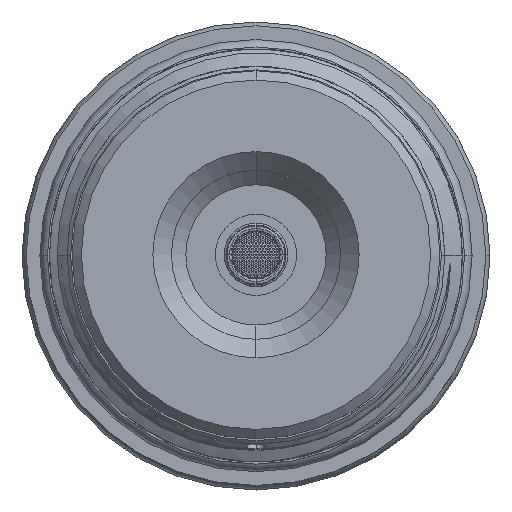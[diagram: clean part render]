
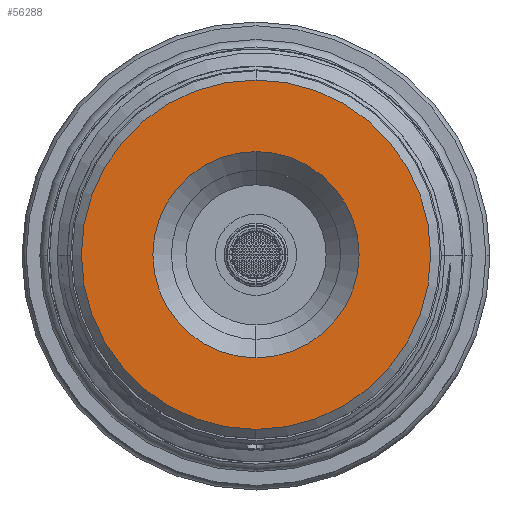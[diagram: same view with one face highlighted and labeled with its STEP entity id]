
A CAD part, top view. The second image highlights one B-rep face of the part: STEP entity #56288.
In plain terms, the highlighted planar face has unit normal (0, 0, 1).
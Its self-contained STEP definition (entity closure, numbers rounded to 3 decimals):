
#1561 = EDGE_CURVE ( 'NONE', #15399, #39701, #50983, .T. ) ;
#4406 = DIRECTION ( 'NONE',  ( 0., 0., 1. ) ) ;
#4528 = EDGE_LOOP ( 'NONE', ( #35395, #37590 ) ) ;
#5963 = EDGE_LOOP ( 'NONE', ( #48978, #17328 ) ) ;
#6570 = CARTESIAN_POINT ( 'NONE',  ( 0., 8.9, 13.677 ) ) ;
#6702 = AXIS2_PLACEMENT_3D ( 'NONE', #21202, #12010, #26011 ) ;
#6932 = CARTESIAN_POINT ( 'NONE',  ( 0., -15.075, 13.677 ) ) ;
#10126 = FACE_BOUND ( 'NONE', #5963, .T. ) ;
#11379 = DIRECTION ( 'NONE',  ( 0., 0., -1. ) ) ;
#12010 = DIRECTION ( 'NONE',  ( 0., 0., 1. ) ) ;
#14034 = CIRCLE ( 'NONE', #42843, 15.075 ) ;
#15399 = VERTEX_POINT ( 'NONE', #6570 ) ;
#16124 = EDGE_CURVE ( 'NONE', #39701, #15399, #42744, .T. ) ;
#16606 = PLANE ( 'NONE',  #6702 ) ;
#17328 = ORIENTED_EDGE ( 'NONE', *, *, #16124, .F. ) ;
#17951 = VERTEX_POINT ( 'NONE', #6932 ) ;
#18843 = DIRECTION ( 'NONE',  ( 0., 0., 1. ) ) ;
#20841 = EDGE_CURVE ( 'NONE', #56421, #17951, #22503, .T. ) ;
#21202 = CARTESIAN_POINT ( 'NONE',  ( 0., -15.075, 13.677 ) ) ;
#22334 = DIRECTION ( 'NONE',  ( 0., -1., 0. ) ) ;
#22503 = CIRCLE ( 'NONE', #50615, 15.075 ) ;
#26011 = DIRECTION ( 'NONE',  ( 0., 1., 0. ) ) ;
#26681 = AXIS2_PLACEMENT_3D ( 'NONE', #44951, #4406, #36136 ) ;
#30538 = CARTESIAN_POINT ( 'NONE',  ( 0., 0., 13.677 ) ) ;
#33390 = CARTESIAN_POINT ( 'NONE',  ( 0., 0., 13.677 ) ) ;
#35395 = ORIENTED_EDGE ( 'NONE', *, *, #44699, .F. ) ;
#35730 = DIRECTION ( 'NONE',  ( 0., 0., -1. ) ) ;
#36136 = DIRECTION ( 'NONE',  ( 0., 1., 0. ) ) ;
#37590 = ORIENTED_EDGE ( 'NONE', *, *, #20841, .F. ) ;
#39701 = VERTEX_POINT ( 'NONE', #52036 ) ;
#40129 = CARTESIAN_POINT ( 'NONE',  ( 0., 0., 13.677 ) ) ;
#41627 = AXIS2_PLACEMENT_3D ( 'NONE', #33390, #18843, #51633 ) ;
#42744 = CIRCLE ( 'NONE', #41627, 8.9 ) ;
#42843 = AXIS2_PLACEMENT_3D ( 'NONE', #30538, #11379, #43354 ) ;
#43354 = DIRECTION ( 'NONE',  ( 0., -1., 0. ) ) ;
#44699 = EDGE_CURVE ( 'NONE', #17951, #56421, #14034, .T. ) ;
#44951 = CARTESIAN_POINT ( 'NONE',  ( 0., 0., 13.677 ) ) ;
#46408 = CARTESIAN_POINT ( 'NONE',  ( 0., 15.075, 13.677 ) ) ;
#48978 = ORIENTED_EDGE ( 'NONE', *, *, #1561, .F. ) ;
#49511 = FACE_OUTER_BOUND ( 'NONE', #4528, .T. ) ;
#50615 = AXIS2_PLACEMENT_3D ( 'NONE', #40129, #35730, #22334 ) ;
#50983 = CIRCLE ( 'NONE', #26681, 8.9 ) ;
#51633 = DIRECTION ( 'NONE',  ( 0., 1., 0. ) ) ;
#52036 = CARTESIAN_POINT ( 'NONE',  ( 0., -8.9, 13.677 ) ) ;
#56288 = ADVANCED_FACE ( 'NONE', ( #49511, #10126 ), #16606, .T. ) ;
#56421 = VERTEX_POINT ( 'NONE', #46408 ) ;
